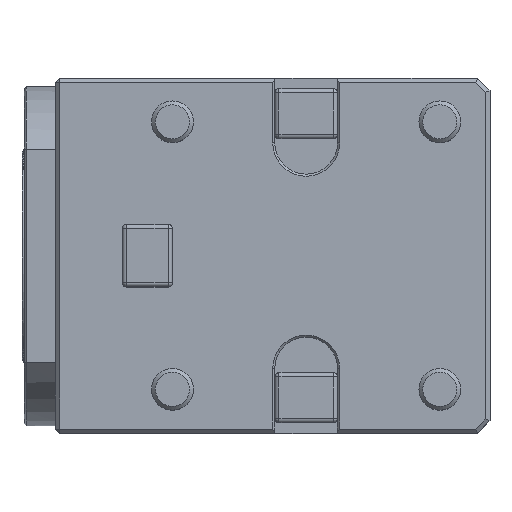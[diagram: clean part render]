
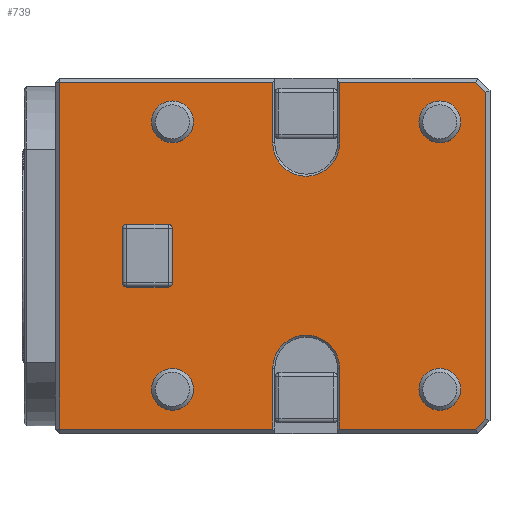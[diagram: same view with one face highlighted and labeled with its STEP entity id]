
A CAD part, top view. The second image highlights one B-rep face of the part: STEP entity #739.
In plain terms, the highlighted planar face has unit normal (0, 0, 1).
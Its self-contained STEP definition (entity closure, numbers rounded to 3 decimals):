
#178=LINE('',#4190,#404);
#196=LINE('',#4233,#422);
#200=LINE('',#4240,#426);
#203=LINE('',#4244,#429);
#208=LINE('',#4253,#434);
#218=LINE('',#4275,#444);
#220=LINE('',#4279,#446);
#222=LINE('',#4283,#448);
#224=LINE('',#4288,#450);
#227=LINE('',#4293,#453);
#233=LINE('',#4304,#459);
#236=LINE('',#4310,#462);
#256=LINE('',#4357,#482);
#257=LINE('',#4361,#483);
#258=LINE('',#4365,#484);
#259=LINE('',#4369,#485);
#404=VECTOR('',#3176,1.);
#422=VECTOR('',#3216,1.);
#426=VECTOR('',#3222,1.);
#429=VECTOR('',#3227,1.);
#434=VECTOR('',#3234,1.);
#444=VECTOR('',#3258,1.);
#446=VECTOR('',#3262,1.);
#448=VECTOR('',#3266,1.);
#450=VECTOR('',#3270,1.);
#453=VECTOR('',#3275,1.);
#459=VECTOR('',#3283,1.);
#462=VECTOR('',#3288,1.);
#482=VECTOR('',#3328,1.);
#483=VECTOR('',#3331,1.);
#484=VECTOR('',#3334,1.);
#485=VECTOR('',#3337,1.);
#589=FACE_BOUND('',#1134,.T.);
#590=FACE_BOUND('',#1135,.T.);
#591=FACE_BOUND('',#1136,.T.);
#592=FACE_BOUND('',#1137,.T.);
#593=FACE_BOUND('',#1138,.T.);
#594=FACE_BOUND('',#1139,.T.);
#739=ADVANCED_FACE('',(#589,#590,#591,#592,#593,#594),#880,.F.);
#880=PLANE('',#2763);
#1134=EDGE_LOOP('',(#1648));
#1135=EDGE_LOOP('',(#1649));
#1136=EDGE_LOOP('',(#1650,#1651,#1652,#1653,#1654,#1655,#1656,#1657));
#1137=EDGE_LOOP('',(#1658));
#1138=EDGE_LOOP('',(#1659));
#1139=EDGE_LOOP('',(#1660,#1661,#1662,#1663,#1664,#1665,#1666,#1667,#1668,
#1669,#1670,#1671,#1672,#1673));
#1648=ORIENTED_EDGE('',*,*,#2391,.T.);
#1649=ORIENTED_EDGE('',*,*,#2392,.T.);
#1650=ORIENTED_EDGE('',*,*,#2393,.T.);
#1651=ORIENTED_EDGE('',*,*,#2394,.T.);
#1652=ORIENTED_EDGE('',*,*,#2395,.T.);
#1653=ORIENTED_EDGE('',*,*,#2396,.T.);
#1654=ORIENTED_EDGE('',*,*,#2397,.T.);
#1655=ORIENTED_EDGE('',*,*,#2398,.T.);
#1656=ORIENTED_EDGE('',*,*,#2399,.T.);
#1657=ORIENTED_EDGE('',*,*,#2400,.T.);
#1658=ORIENTED_EDGE('',*,*,#2401,.T.);
#1659=ORIENTED_EDGE('',*,*,#2402,.T.);
#1660=ORIENTED_EDGE('',*,*,#2370,.T.);
#1661=ORIENTED_EDGE('',*,*,#2367,.T.);
#1662=ORIENTED_EDGE('',*,*,#2356,.T.);
#1663=ORIENTED_EDGE('',*,*,#2354,.T.);
#1664=ORIENTED_EDGE('',*,*,#2352,.T.);
#1665=ORIENTED_EDGE('',*,*,#2329,.T.);
#1666=ORIENTED_EDGE('',*,*,#2333,.T.);
#1667=ORIENTED_EDGE('',*,*,#2327,.T.);
#1668=ORIENTED_EDGE('',*,*,#2341,.T.);
#1669=ORIENTED_EDGE('',*,*,#2336,.T.);
#1670=ORIENTED_EDGE('',*,*,#2307,.T.);
#1671=ORIENTED_EDGE('',*,*,#2358,.T.);
#1672=ORIENTED_EDGE('',*,*,#2361,.T.);
#1673=ORIENTED_EDGE('',*,*,#2285,.T.);
#2005=VERTEX_POINT('',#4075);
#2014=VERTEX_POINT('',#4100);
#2025=VERTEX_POINT('',#4144);
#2026=VERTEX_POINT('',#4146);
#2048=VERTEX_POINT('',#4222);
#2051=VERTEX_POINT('',#4227);
#2052=VERTEX_POINT('',#4231);
#2054=VERTEX_POINT('',#4234);
#2056=VERTEX_POINT('',#4245);
#2063=VERTEX_POINT('',#4274);
#2064=VERTEX_POINT('',#4278);
#2065=VERTEX_POINT('',#4282);
#2066=VERTEX_POINT('',#4286);
#2073=VERTEX_POINT('',#4305);
#2088=VERTEX_POINT('',#4351);
#2089=VERTEX_POINT('',#4353);
#2090=VERTEX_POINT('',#4355);
#2091=VERTEX_POINT('',#4356);
#2092=VERTEX_POINT('',#4358);
#2093=VERTEX_POINT('',#4360);
#2094=VERTEX_POINT('',#4362);
#2095=VERTEX_POINT('',#4364);
#2096=VERTEX_POINT('',#4366);
#2097=VERTEX_POINT('',#4368);
#2098=VERTEX_POINT('',#4371);
#2099=VERTEX_POINT('',#4373);
#2285=EDGE_CURVE('',#2026,#2025,#2529,.T.);
#2307=EDGE_CURVE('',#2014,#2005,#178,.T.);
#2327=EDGE_CURVE('',#2048,#2051,#2540,.T.);
#2329=EDGE_CURVE('',#2054,#2052,#196,.T.);
#2333=EDGE_CURVE('',#2052,#2048,#200,.T.);
#2336=EDGE_CURVE('',#2056,#2014,#203,.T.);
#2341=EDGE_CURVE('',#2051,#2056,#208,.T.);
#2352=EDGE_CURVE('',#2063,#2054,#218,.T.);
#2354=EDGE_CURVE('',#2064,#2063,#220,.T.);
#2356=EDGE_CURVE('',#2065,#2064,#222,.T.);
#2358=EDGE_CURVE('',#2005,#2066,#224,.T.);
#2361=EDGE_CURVE('',#2066,#2026,#227,.T.);
#2367=EDGE_CURVE('',#2073,#2065,#233,.T.);
#2370=EDGE_CURVE('',#2025,#2073,#236,.T.);
#2391=EDGE_CURVE('',#2088,#2088,#2543,.T.);
#2392=EDGE_CURVE('',#2089,#2089,#2544,.T.);
#2393=EDGE_CURVE('',#2090,#2091,#2545,.T.);
#2394=EDGE_CURVE('',#2091,#2092,#256,.T.);
#2395=EDGE_CURVE('',#2092,#2093,#2546,.T.);
#2396=EDGE_CURVE('',#2093,#2094,#257,.T.);
#2397=EDGE_CURVE('',#2094,#2095,#2547,.T.);
#2398=EDGE_CURVE('',#2095,#2096,#258,.T.);
#2399=EDGE_CURVE('',#2096,#2097,#2548,.T.);
#2400=EDGE_CURVE('',#2097,#2090,#259,.T.);
#2401=EDGE_CURVE('',#2098,#2098,#2549,.T.);
#2402=EDGE_CURVE('',#2099,#2099,#2550,.T.);
#2529=CIRCLE('',#2702,8.);
#2540=CIRCLE('',#2730,8.);
#2543=CIRCLE('',#2755,5.);
#2544=CIRCLE('',#2756,5.);
#2545=CIRCLE('',#2757,1.);
#2546=CIRCLE('',#2758,1.);
#2547=CIRCLE('',#2759,1.);
#2548=CIRCLE('',#2760,1.);
#2549=CIRCLE('',#2761,5.);
#2550=CIRCLE('',#2762,5.);
#2702=AXIS2_PLACEMENT_3D('',#4145,#3126,#3127);
#2730=AXIS2_PLACEMENT_3D('',#4228,#3211,#3212);
#2755=AXIS2_PLACEMENT_3D('',#4350,#3322,#3323);
#2756=AXIS2_PLACEMENT_3D('',#4352,#3324,#3325);
#2757=AXIS2_PLACEMENT_3D('',#4354,#3326,#3327);
#2758=AXIS2_PLACEMENT_3D('',#4359,#3329,#3330);
#2759=AXIS2_PLACEMENT_3D('',#4363,#3332,#3333);
#2760=AXIS2_PLACEMENT_3D('',#4367,#3335,#3336);
#2761=AXIS2_PLACEMENT_3D('',#4370,#3338,#3339);
#2762=AXIS2_PLACEMENT_3D('',#4372,#3340,#3341);
#2763=AXIS2_PLACEMENT_3D('',#4374,#3342,#3343);
#3126=DIRECTION('',(0.,0.,-1.));
#3127=DIRECTION('',(1.,0.,0.));
#3176=DIRECTION('',(0.,-1.,0.));
#3211=DIRECTION('',(0.,0.,-1.));
#3212=DIRECTION('',(1.,0.,0.));
#3216=DIRECTION('',(-1.,0.,0.));
#3222=DIRECTION('',(0.,-1.,0.));
#3227=DIRECTION('',(-1.,0.,0.));
#3234=DIRECTION('',(0.,1.,0.));
#3258=DIRECTION('',(-0.707,0.707,0.));
#3262=DIRECTION('',(0.,1.,0.));
#3266=DIRECTION('',(0.707,0.707,0.));
#3270=DIRECTION('',(1.,0.,0.));
#3275=DIRECTION('',(0.,1.,0.));
#3283=DIRECTION('',(1.,0.,0.));
#3288=DIRECTION('',(0.,-1.,0.));
#3322=DIRECTION('',(0.,0.,-1.));
#3323=DIRECTION('',(-1.,0.,0.));
#3324=DIRECTION('',(0.,0.,-1.));
#3325=DIRECTION('',(-1.,0.,0.));
#3326=DIRECTION('',(0.,0.,-1.));
#3327=DIRECTION('',(-1.,0.,0.));
#3328=DIRECTION('',(0.,-1.,0.));
#3329=DIRECTION('',(0.,0.,-1.));
#3330=DIRECTION('',(-1.,0.,0.));
#3331=DIRECTION('',(-1.,0.,0.));
#3332=DIRECTION('',(0.,0.,-1.));
#3333=DIRECTION('',(-1.,0.,0.));
#3334=DIRECTION('',(0.,1.,0.));
#3335=DIRECTION('',(0.,0.,-1.));
#3336=DIRECTION('',(-1.,0.,0.));
#3337=DIRECTION('',(1.,0.,0.));
#3338=DIRECTION('',(0.,0.,-1.));
#3339=DIRECTION('',(-1.,0.,0.));
#3340=DIRECTION('',(0.,0.,-1.));
#3341=DIRECTION('',(-1.,0.,0.));
#3342=DIRECTION('',(0.,0.,-1.));
#3343=DIRECTION('',(-1.,0.,0.));
#4075=CARTESIAN_POINT('',(-59.,-41.5,0.));
#4100=CARTESIAN_POINT('',(-59.,41.5,0.));
#4144=CARTESIAN_POINT('',(8.,-27.,0.));
#4145=CARTESIAN_POINT('',(0.,-27.,0.));
#4146=CARTESIAN_POINT('',(-8.,-27.,0.));
#4190=CARTESIAN_POINT('',(-59.,42.5,0.));
#4222=CARTESIAN_POINT('',(8.,27.,0.));
#4227=CARTESIAN_POINT('',(-8.,27.,0.));
#4228=CARTESIAN_POINT('',(0.,27.,0.));
#4231=CARTESIAN_POINT('',(8.,41.5,0.));
#4233=CARTESIAN_POINT('',(8.,41.5,0.));
#4234=CARTESIAN_POINT('',(40.586,41.5,0.));
#4240=CARTESIAN_POINT('',(8.,42.5,0.));
#4244=CARTESIAN_POINT('',(-60.,41.5,0.));
#4245=CARTESIAN_POINT('',(-8.,41.5,0.));
#4253=CARTESIAN_POINT('',(-8.,42.5,0.));
#4274=CARTESIAN_POINT('',(43.,39.086,0.));
#4275=CARTESIAN_POINT('',(40.293,41.793,0.));
#4278=CARTESIAN_POINT('',(43.,-39.086,0.));
#4279=CARTESIAN_POINT('',(43.,42.5,0.));
#4282=CARTESIAN_POINT('',(40.586,-41.5,0.));
#4283=CARTESIAN_POINT('',(43.293,-38.793,0.));
#4286=CARTESIAN_POINT('',(-8.,-41.5,0.));
#4288=CARTESIAN_POINT('',(44.,-41.5,0.));
#4293=CARTESIAN_POINT('',(-8.,-27.,0.));
#4304=CARTESIAN_POINT('',(44.,-41.5,0.));
#4305=CARTESIAN_POINT('',(8.,-41.5,0.));
#4310=CARTESIAN_POINT('',(8.,-42.5,0.));
#4350=CARTESIAN_POINT('',(-32.,-32.,0.));
#4351=CARTESIAN_POINT('',(-37.,-32.,0.));
#4352=CARTESIAN_POINT('',(-32.,32.,0.));
#4353=CARTESIAN_POINT('',(-37.,32.,0.));
#4354=CARTESIAN_POINT('',(-33.,6.5,0.));
#4355=CARTESIAN_POINT('',(-33.,7.5,0.));
#4356=CARTESIAN_POINT('',(-32.,6.5,0.));
#4357=CARTESIAN_POINT('',(-32.,42.5,0.));
#4358=CARTESIAN_POINT('',(-32.,-6.5,0.));
#4359=CARTESIAN_POINT('',(-33.,-6.5,0.));
#4360=CARTESIAN_POINT('',(-33.,-7.5,0.));
#4361=CARTESIAN_POINT('',(44.,-7.5,0.));
#4362=CARTESIAN_POINT('',(-43.,-7.5,0.));
#4363=CARTESIAN_POINT('',(-43.,-6.5,0.));
#4364=CARTESIAN_POINT('',(-44.,-6.5,0.));
#4365=CARTESIAN_POINT('',(-44.,42.5,0.));
#4366=CARTESIAN_POINT('',(-44.,6.5,0.));
#4367=CARTESIAN_POINT('',(-43.,6.5,0.));
#4368=CARTESIAN_POINT('',(-43.,7.5,0.));
#4369=CARTESIAN_POINT('',(44.,7.5,0.));
#4370=CARTESIAN_POINT('',(32.,32.,0.));
#4371=CARTESIAN_POINT('',(27.,32.,0.));
#4372=CARTESIAN_POINT('',(32.,-32.,0.));
#4373=CARTESIAN_POINT('',(27.,-32.,0.));
#4374=CARTESIAN_POINT('',(44.,42.5,0.));
